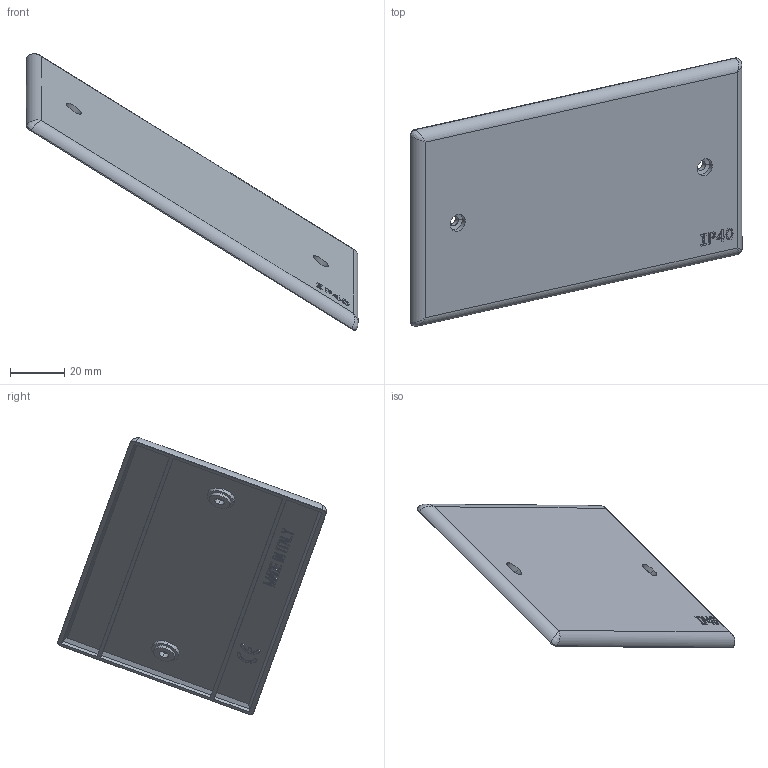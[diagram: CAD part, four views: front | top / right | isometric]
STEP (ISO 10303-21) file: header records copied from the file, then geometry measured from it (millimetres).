
FILE_DESCRIPTION(('CATIA V5 STEP Exchange'),'2;1');
FILE_NAME('LM04CC_AllCATPart.stp','2023-10-31T12:47:38+00:00',('none'),('none'),'CATIA Version 5-6 Release 2016 SP6','CATIA V5 STEP AP203','none');
FILE_SCHEMA(('CONFIG_CONTROL_DESIGN'));
Length unit declared in the file: millimetre
Products named in the file (1): LM04CC_AllCATPart
Bounding box: 122.37 x 99.05 x 102.04 mm (x, y, z)
Volume: 22820.8 mm3; surface area: 25851.6 mm2
Topology: 1 solids, 1 shells, 283 faces, 733 edges, 478 vertices
Faces by surface type: plane 240, cylinder 35, bspline 4, cone 4
Entity records: 8385 total; most frequent: CARTESIAN_POINT 1868, ORIENTED_EDGE 1458, DIRECTION 1077, EDGE_CURVE 729, VECTOR 659, LINE 659, VERTEX_POINT 478, EDGE_LOOP 317
